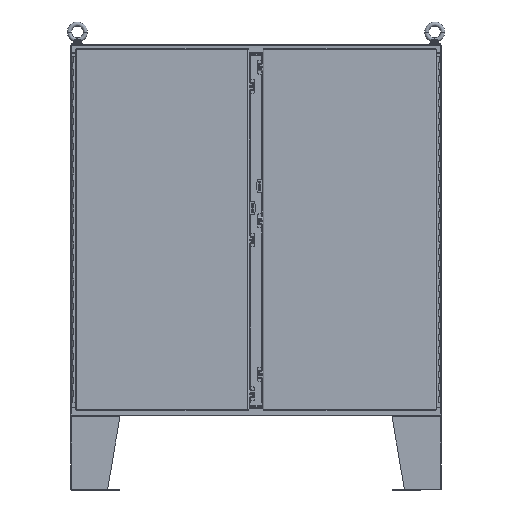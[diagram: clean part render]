
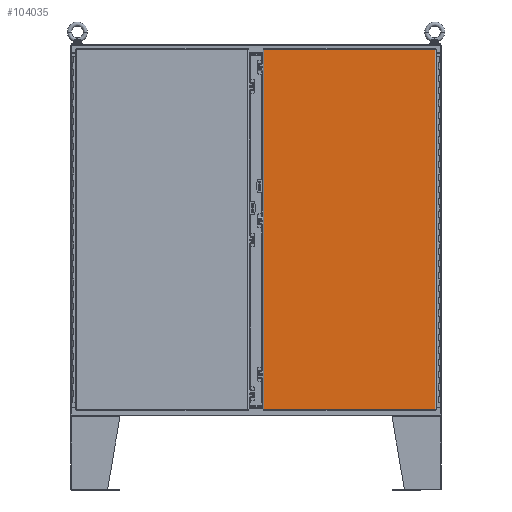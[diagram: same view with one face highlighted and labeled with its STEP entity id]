
A CAD part, front view. The second image highlights one B-rep face of the part: STEP entity #104035.
In plain terms, the highlighted planar face has unit normal (0, -1, 0).
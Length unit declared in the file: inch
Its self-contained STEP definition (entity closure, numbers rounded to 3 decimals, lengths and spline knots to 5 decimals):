
#784 = VERTEX_POINT ( 'NONE', #61849 ) ;
#1070 = ORIENTED_EDGE ( 'NONE', *, *, #85312, .F. ) ;
#8729 = VECTOR ( 'NONE', #28153, 39.37008 ) ;
#12752 = LINE ( 'NONE', #23852, #55055 ) ;
#17799 = CARTESIAN_POINT ( 'NONE',  ( 29.0135, -13.78, -29.0445 ) ) ;
#18611 = ORIENTED_EDGE ( 'NONE', *, *, #86997, .F. ) ;
#21344 = AXIS2_PLACEMENT_3D ( 'NONE', #17799, #97466, #61747 ) ;
#23852 = CARTESIAN_POINT ( 'NONE',  ( 29.0135, -13.78, 29.2565 ) ) ;
#26740 = CARTESIAN_POINT ( 'NONE',  ( 29.0135, -13.78, 29.2565 ) ) ;
#28153 = DIRECTION ( 'NONE',  ( -1., 0., 0. ) ) ;
#34221 = VECTOR ( 'NONE', #96129, 39.37008 ) ;
#37272 = VECTOR ( 'NONE', #88261, 39.37008 ) ;
#38009 = VERTEX_POINT ( 'NONE', #26740 ) ;
#41175 = ORIENTED_EDGE ( 'NONE', *, *, #46655, .F. ) ;
#46655 = EDGE_CURVE ( 'NONE', #64630, #38009, #52552, .T. ) ;
#52552 = LINE ( 'NONE', #89412, #37272 ) ;
#53564 = PLANE ( 'NONE',  #21344 ) ;
#55055 = VECTOR ( 'NONE', #93010, 39.37008 ) ;
#56801 = EDGE_LOOP ( 'NONE', ( #41175, #106276, #18611, #1070 ) ) ;
#60816 = VERTEX_POINT ( 'NONE', #98152 ) ;
#61747 = DIRECTION ( 'NONE',  ( 0., 0., -1. ) ) ;
#61849 = CARTESIAN_POINT ( 'NONE',  ( 29.0135, -13.78, -29.0445 ) ) ;
#62327 = FACE_OUTER_BOUND ( 'NONE', #56801, .T. ) ;
#64630 = VERTEX_POINT ( 'NONE', #82861 ) ;
#82861 = CARTESIAN_POINT ( 'NONE',  ( 1.2995, -13.78, 29.2565 ) ) ;
#83009 = EDGE_CURVE ( 'NONE', #60816, #64630, #97263, .T. ) ;
#85312 = EDGE_CURVE ( 'NONE', #38009, #784, #12752, .T. ) ;
#86997 = EDGE_CURVE ( 'NONE', #784, #60816, #109549, .T. ) ;
#88261 = DIRECTION ( 'NONE',  ( 1., 0., 0. ) ) ;
#89412 = CARTESIAN_POINT ( 'NONE',  ( 1.2995, -13.78, 29.2565 ) ) ;
#93010 = DIRECTION ( 'NONE',  ( 0., 0., -1. ) ) ;
#96129 = DIRECTION ( 'NONE',  ( 0., 0., 1. ) ) ;
#97263 = LINE ( 'NONE', #114244, #34221 ) ;
#97466 = DIRECTION ( 'NONE',  ( 0., 1., 0. ) ) ;
#98152 = CARTESIAN_POINT ( 'NONE',  ( 1.2995, -13.78, -29.0445 ) ) ;
#104035 = ADVANCED_FACE ( 'NONE', ( #62327 ), #53564, .F. ) ;
#106276 = ORIENTED_EDGE ( 'NONE', *, *, #83009, .F. ) ;
#109549 = LINE ( 'NONE', #110132, #8729 ) ;
#110132 = CARTESIAN_POINT ( 'NONE',  ( 29.0135, -13.78, -29.0445 ) ) ;
#114244 = CARTESIAN_POINT ( 'NONE',  ( 1.2995, -13.78, -29.0445 ) ) ;
